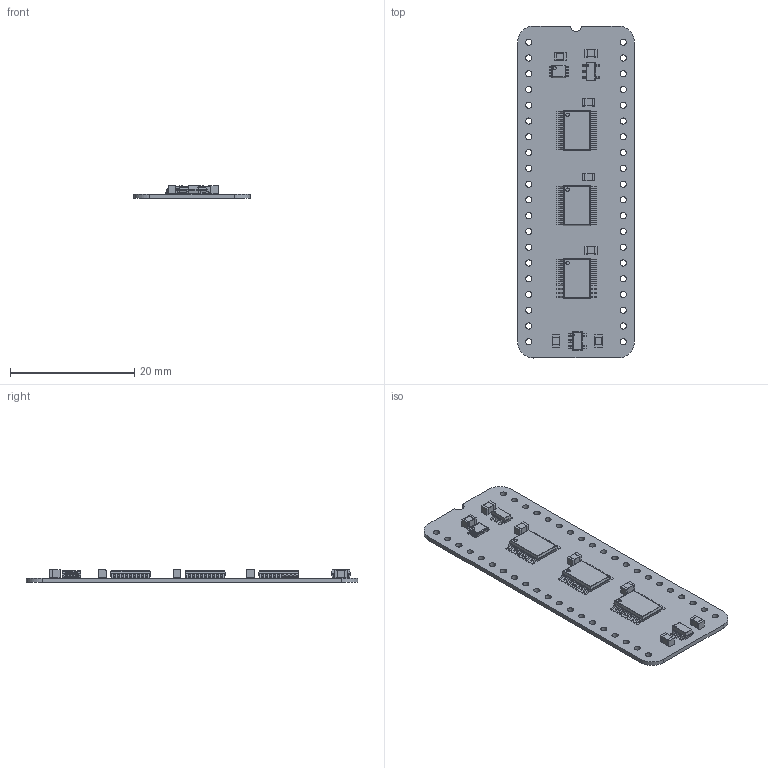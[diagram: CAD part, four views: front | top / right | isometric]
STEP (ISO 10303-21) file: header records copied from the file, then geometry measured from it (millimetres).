
FILE_DESCRIPTION(('KiCad electronic assembly'),'2;1');
FILE_NAME('Video Address Reader.step','2024-08-14T10:09:02',('Pcbnew'),( 'Kicad'),'Open CASCADE STEP processor 7.8','KiCad to STEP converter' ,'Unknown');
FILE_SCHEMA(('AUTOMOTIVE_DESIGN { 1 0 10303 214 1 1 1 1 }'));
Length unit declared in the file: millimetre
Products named in the file (12): Video Address Reader 1; C_0805_2012Metric; M74VHC1G126DTT1G; ASSEMBLY; AP7365-33WG-7; 74LVC273PW,118; SN74LVC2G157DCU3; DCU0008A_ASM; Video Address Reader_PCB
Assembly tree (19 placements, depth 3):
  Video Address Reader 1
    C_0805_2012Metric  x7
      C_0805_2012Metric
    M74VHC1G126DTT1G
      ASSEMBLY
    AP7365-33WG-7
      ASSEMBLY
    74LVC273PW,118  x3
      ASSEMBLY
    SN74LVC2G157DCU3
      DCU0008A_ASM
    Video Address Reader_PCB
Bounding box: 18.8 x 53.49 x 2.05 mm (x, y, z)
Volume: 795.8 mm3; surface area: 2558.8 mm2
Topology: 92 solids, 92 shells, 1427 faces, 3565 edges, 2342 vertices
Faces by surface type: plane 981, cylinder 438, sphere 8
Full cylindrical faces by diameter (mm): 0.188 x1, 0.2 x1, 0.55 x3, 1 x40
Entity records: 21154 total; most frequent: CARTESIAN_POINT 3672, DIRECTION 3533, ORIENTED_EDGE 3438, EDGE_CURVE 1719, LINE 1279, VECTOR 1279, AXIS2_PLACEMENT_3D 1127, VERTEX_POINT 1122
